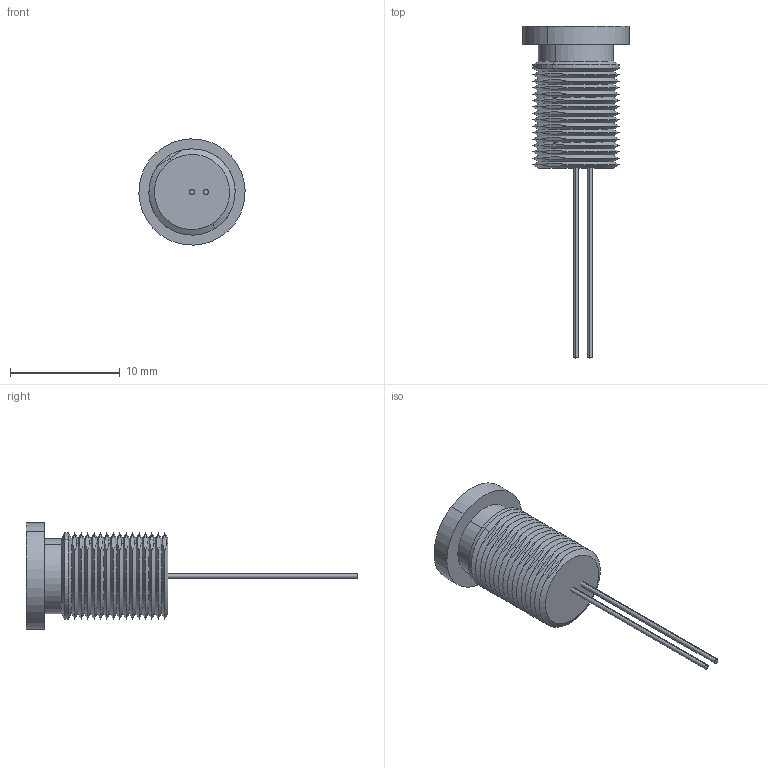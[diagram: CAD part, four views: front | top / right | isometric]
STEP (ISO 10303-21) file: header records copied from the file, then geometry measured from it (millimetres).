
FILE_DESCRIPTION (( 'STEP AP203' ), '1' );
FILE_NAME ('PMGrn.STEP', '2020-07-01T19:37:46', ( '' ), ( '' ), 'SwSTEP 2.0', 'SolidWorks 2017', '' );
FILE_SCHEMA (( 'CONFIG_CONTROL_DESIGN' ));
Length unit declared in the file: inch
Products named in the file (4): PMGrn; 35543-002; 30370-001; 30259-012
Assembly tree (3 placements, depth 2):
  PMGrn
    30370-001
    30259-012
    35543-002
Bounding box: 9.69 x 30.29 x 9.69 mm (x, y, z)
Volume: 354.8 mm3; surface area: 1185.9 mm2
Topology: 3 solids, 3 shells, 146 faces, 316 edges, 186 vertices
Faces by surface type: cone 66, plane 30, cylinder 28, torus 20, sphere 2
Entity records: 4552 total; most frequent: CARTESIAN_POINT 954, DIRECTION 722, ORIENTED_EDGE 632, EDGE_CURVE 316, AXIS2_PLACEMENT_3D 314, VERTEX_POINT 186, CIRCLE 162, EDGE_LOOP 156
